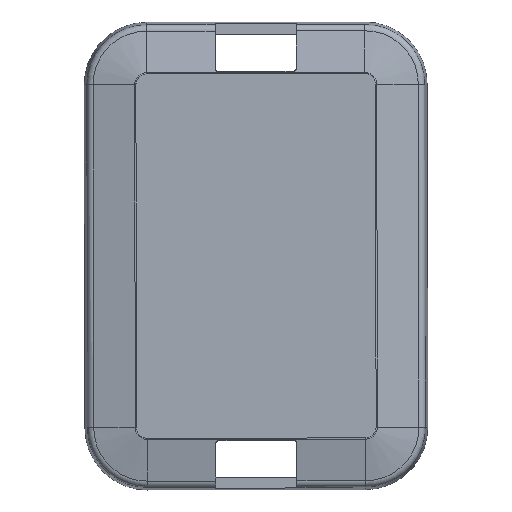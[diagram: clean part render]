
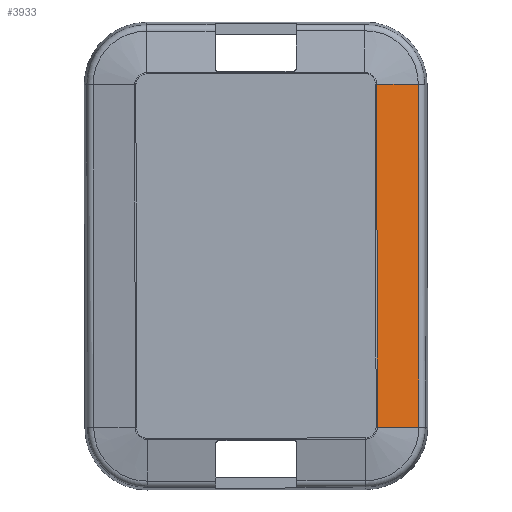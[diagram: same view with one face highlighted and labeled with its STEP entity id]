
A CAD part, top view. The second image highlights one B-rep face of the part: STEP entity #3933.
In plain terms, the highlighted face is planar.
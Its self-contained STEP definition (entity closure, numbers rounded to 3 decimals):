
#39 = VERTEX_POINT ( 'NONE', #3379 ) ;
#269 = CARTESIAN_POINT ( 'NONE',  ( 52.178, 9.29, 55. ) ) ;
#479 = DIRECTION ( 'NONE',  ( 0., 0., -1. ) ) ;
#501 = VERTEX_POINT ( 'NONE', #5554 ) ;
#700 = EDGE_CURVE ( 'NONE', #39, #4857, #2121, .T. ) ;
#729 = FACE_OUTER_BOUND ( 'NONE', #2449, .T. ) ;
#846 = ORIENTED_EDGE ( 'NONE', *, *, #2455, .F. ) ;
#965 = PLANE ( 'NONE',  #2650 ) ;
#1147 = CARTESIAN_POINT ( 'NONE',  ( 52.178, 9.29, 55. ) ) ;
#1322 = VECTOR ( 'NONE', #1957, 1000. ) ;
#1423 = ORIENTED_EDGE ( 'NONE', *, *, #3530, .T. ) ;
#1475 = LINE ( 'NONE', #4208, #3013 ) ;
#1957 = DIRECTION ( 'NONE',  ( 0.981, -0.196, 0. ) ) ;
#2121 = LINE ( 'NONE', #4361, #1322 ) ;
#2305 = CARTESIAN_POINT ( 'NONE',  ( 52.178, 9.29, -55. ) ) ;
#2347 = LINE ( 'NONE', #269, #2704 ) ;
#2361 = CARTESIAN_POINT ( 'NONE',  ( 52.178, 9.29, 55. ) ) ;
#2449 = EDGE_LOOP ( 'NONE', ( #5733, #1423, #846, #2518 ) ) ;
#2455 = EDGE_CURVE ( 'NONE', #39, #5063, #1475, .T. ) ;
#2518 = ORIENTED_EDGE ( 'NONE', *, *, #700, .T. ) ;
#2650 = AXIS2_PLACEMENT_3D ( 'NONE', #2361, #4225, #2839 ) ;
#2704 = VECTOR ( 'NONE', #5869, 1000. ) ;
#2839 = DIRECTION ( 'NONE',  ( -0.981, 0.196, 0. ) ) ;
#3013 = VECTOR ( 'NONE', #479, 1000. ) ;
#3379 = CARTESIAN_POINT ( 'NONE',  ( 38.828, 11.96, 55. ) ) ;
#3458 = LINE ( 'NONE', #2305, #4876 ) ;
#3530 = EDGE_CURVE ( 'NONE', #501, #5063, #3458, .T. ) ;
#3726 = DIRECTION ( 'NONE',  ( -0.981, 0.196, 0. ) ) ;
#3933 = ADVANCED_FACE ( 'NONE', ( #729 ), #965, .T. ) ;
#4208 = CARTESIAN_POINT ( 'NONE',  ( 38.828, 11.96, 55. ) ) ;
#4225 = DIRECTION ( 'NONE',  ( 0.196, 0.981, 0. ) ) ;
#4361 = CARTESIAN_POINT ( 'NONE',  ( 52.178, 9.29, 55. ) ) ;
#4394 = EDGE_CURVE ( 'NONE', #4857, #501, #2347, .T. ) ;
#4786 = CARTESIAN_POINT ( 'NONE',  ( 38.828, 11.96, -55. ) ) ;
#4857 = VERTEX_POINT ( 'NONE', #1147 ) ;
#4876 = VECTOR ( 'NONE', #3726, 1000. ) ;
#5063 = VERTEX_POINT ( 'NONE', #4786 ) ;
#5554 = CARTESIAN_POINT ( 'NONE',  ( 52.178, 9.29, -55. ) ) ;
#5733 = ORIENTED_EDGE ( 'NONE', *, *, #4394, .T. ) ;
#5869 = DIRECTION ( 'NONE',  ( 0., 0., -1. ) ) ;
